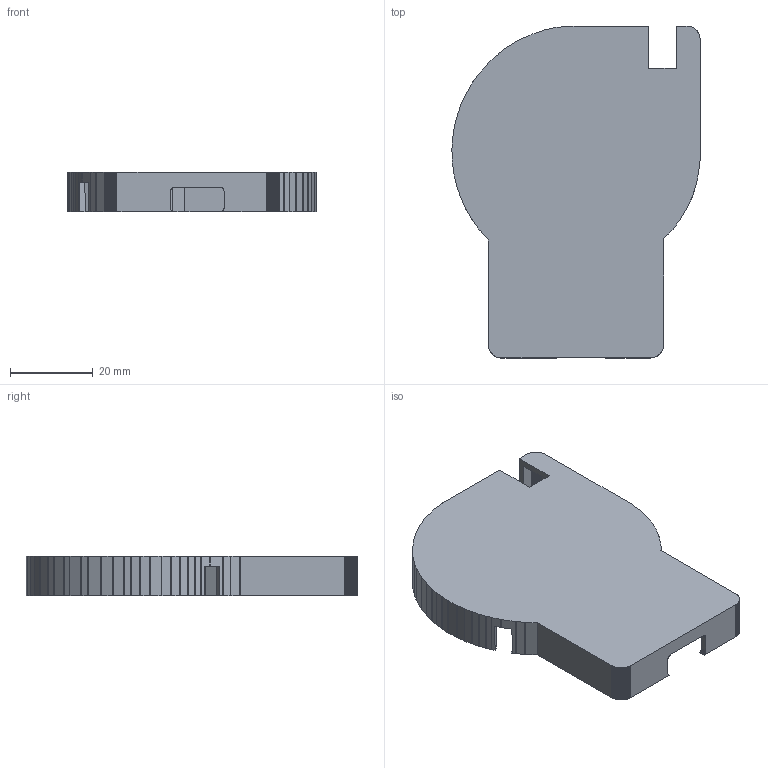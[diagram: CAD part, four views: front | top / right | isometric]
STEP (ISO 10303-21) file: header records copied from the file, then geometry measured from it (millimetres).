
FILE_DESCRIPTION(('Designed by EasyEDA Pro'),'2;1');
FILE_NAME('Open CASCADE Shape Model','2026-02-24T08:58:29',('Author'),( 'Open CASCADE'),'Open CASCADE STEP processor 7.8','Open CASCADE 7.8' ,'Unknown');
FILE_SCHEMA(('AUTOMOTIVE_DESIGN { 1 0 10303 214 1 1 1 1 }'));
Length unit declared in the file: millimetre
Products named in the file (1): Open CASCADE STEP translator 7.8 1
Bounding box: 60 x 80.25 x 9.5 mm (x, y, z)
Volume: 8891.7 mm3; surface area: 12435.5 mm2
Topology: 1 solids, 1 shells, 535 faces, 1587 edges, 1058 vertices
Faces by surface type: bspline 535
Entity records: 34942 total; most frequent: CARTESIAN_POINT 14314, B_SPLINE_CURVE_WITH_KNOTS 4713, ORIENTED_EDGE 3174, PCURVE 3174, DEFINITIONAL_REPRESENTATION 3174, EDGE_CURVE 1587, SURFACE_CURVE 1583, VERTEX_POINT 1058
